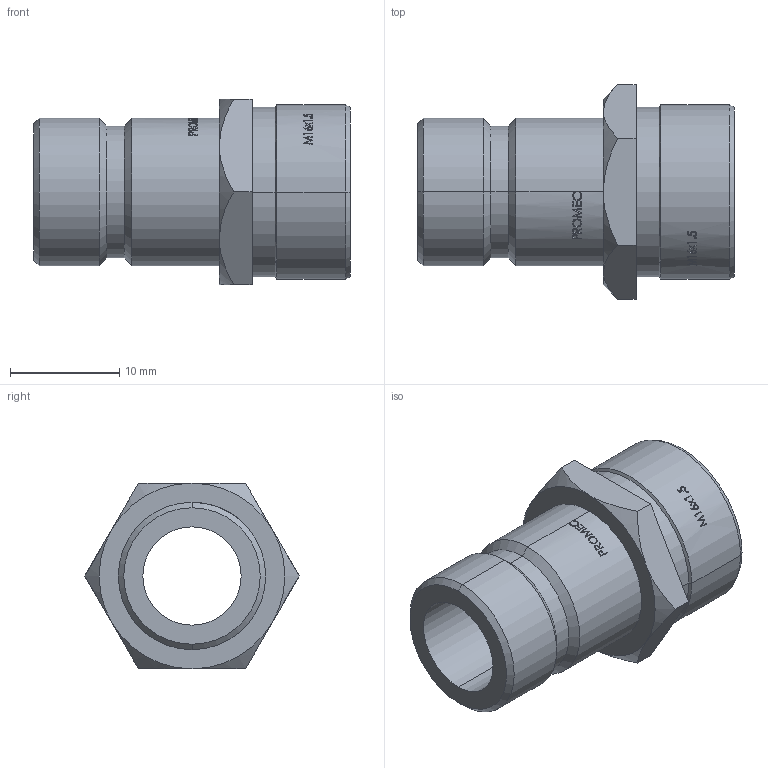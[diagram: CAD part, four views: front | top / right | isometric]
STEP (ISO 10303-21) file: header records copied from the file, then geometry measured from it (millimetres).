
FILE_DESCRIPTION (( 'STEP AP203' ), '1' );
FILE_NAME ('6a89.STEP', '2023-01-25T12:19:43', ( '' ), ( '' ), 'SwSTEP 2.0', 'SolidWorks 2019', '' );
FILE_SCHEMA (( 'CONFIG_CONTROL_DESIGN' ));
Length unit declared in the file: millimetre
Products named in the file (1): 6a89
Bounding box: 29 x 19.63 x 17 mm (x, y, z)
Volume: 3038.9 mm3; surface area: 2545.2 mm2
Topology: 1 solids, 1 shells, 196 faces, 503 edges, 328 vertices
Faces by surface type: bspline 118, plane 33, cylinder 29, cone 16
Entity records: 9711 total; most frequent: CARTESIAN_POINT 5909, ORIENTED_EDGE 1006, EDGE_CURVE 503, B_SPLINE_CURVE_WITH_KNOTS 379, DIRECTION 352, VERTEX_POINT 328, EDGE_LOOP 217, FACE_OUTER_BOUND 196
